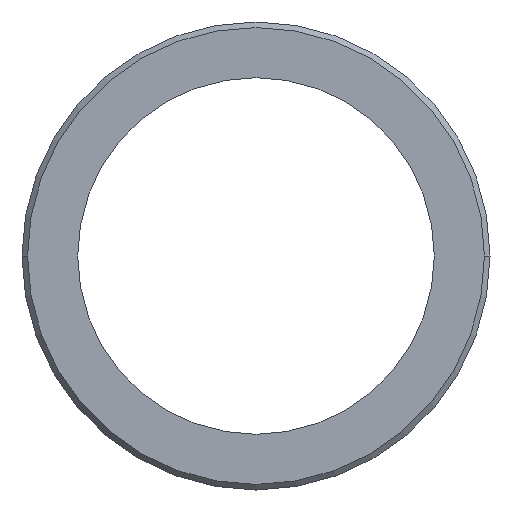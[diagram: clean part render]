
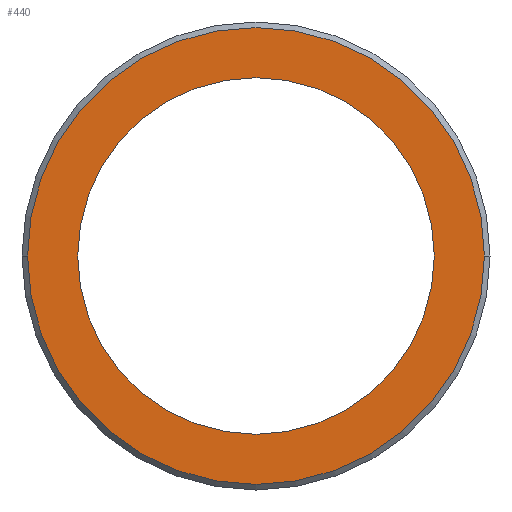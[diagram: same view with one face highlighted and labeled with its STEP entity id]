
A CAD part, left-side view. The second image highlights one B-rep face of the part: STEP entity #440.
In plain terms, the highlighted planar face has unit normal (-1, 0, 0).
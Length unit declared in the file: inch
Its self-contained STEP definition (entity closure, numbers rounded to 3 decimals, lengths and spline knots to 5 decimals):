
#116=CARTESIAN_POINT('',(80.,0.,0.));
#117=DIRECTION('',(-1.,0.,0.));
#118=DIRECTION('',(0.,1.,0.));
#119=AXIS2_PLACEMENT_3D('',#116,#117,#118);
#132=CARTESIAN_POINT('',(80.,0.,0.));
#133=DIRECTION('',(1.,0.,0.));
#134=DIRECTION('',(0.,1.,0.));
#135=AXIS2_PLACEMENT_3D('',#132,#133,#134);
#147=CARTESIAN_POINT('',(80.,0.,0.));
#148=DIRECTION('',(-1.,0.,0.));
#149=DIRECTION('',(0.,1.,0.));
#150=AXIS2_PLACEMENT_3D('',#147,#148,#149);
#155=CARTESIAN_POINT('',(80.,0.,0.));
#156=DIRECTION('',(-1.,0.,0.));
#157=DIRECTION('',(0.,-1.,0.));
#158=AXIS2_PLACEMENT_3D('',#155,#156,#157);
#345=CARTESIAN_POINT('',(80.,32.,0.));
#347=VERTEX_POINT('',#345);
#349=CARTESIAN_POINT('',(80.,-32.,0.));
#351=VERTEX_POINT('',#349);
#357=CARTESIAN_POINT('',(80.,41.,0.));
#358=CARTESIAN_POINT('',(80.,-41.,0.));
#359=VERTEX_POINT('',#357);
#360=VERTEX_POINT('',#358);
#425=CARTESIAN_POINT('',(80.,0.,0.));
#426=DIRECTION('',(-1.,0.,0.));
#427=DIRECTION('',(0.,1.,0.));
#428=AXIS2_PLACEMENT_3D('',#425,#426,#427);
#429=PLANE('',#428);
#431=ORIENTED_EDGE('',*,*,#430,.F.);
#433=ORIENTED_EDGE('',*,*,#432,.F.);
#434=EDGE_LOOP('',(#431,#433));
#435=FACE_OUTER_BOUND('',#434,.F.);
#436=ORIENTED_EDGE('',*,*,#410,.F.);
#437=ORIENTED_EDGE('',*,*,#392,.T.);
#438=EDGE_LOOP('',(#436,#437));
#439=FACE_BOUND('',#438,.F.);
#120=CIRCLE('',#119,32.);
#136=CIRCLE('',#135,32.);
#151=CIRCLE('',#150,41.);
#159=CIRCLE('',#158,41.);
#392=EDGE_CURVE('',#347,#351,#120,.T.);
#410=EDGE_CURVE('',#347,#351,#136,.T.);
#430=EDGE_CURVE('',#359,#360,#151,.T.);
#432=EDGE_CURVE('',#360,#359,#159,.T.);
#440=ADVANCED_FACE('',(#435,#439),#429,.T.);
